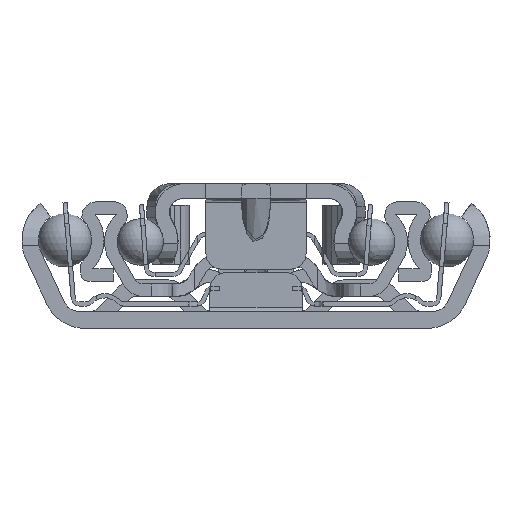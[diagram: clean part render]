
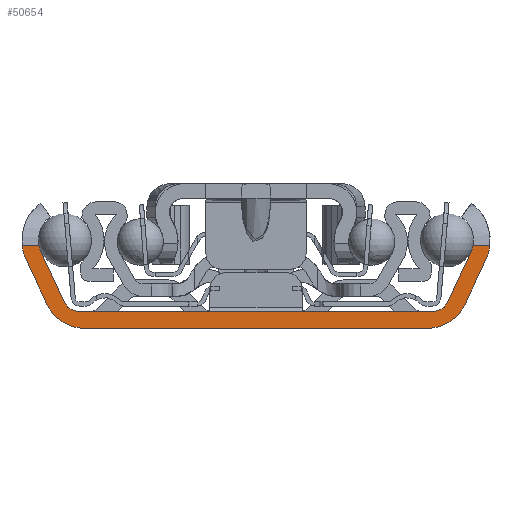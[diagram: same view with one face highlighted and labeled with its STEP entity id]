
A CAD part, left-side view. The second image highlights one B-rep face of the part: STEP entity #50654.
In plain terms, the highlighted planar face has unit normal (-1, 0, 0).
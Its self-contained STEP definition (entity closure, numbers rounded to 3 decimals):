
#878=PLANE('',#53872);
#2141=LINE('',#74862,#6974);
#2400=LINE('',#76920,#7233);
#2401=LINE('',#76935,#7234);
#2406=LINE('',#76948,#7239);
#2408=LINE('',#76955,#7241);
#2411=LINE('',#76964,#7244);
#2413=LINE('',#76971,#7246);
#2416=LINE('',#76978,#7249);
#6974=VECTOR('',#58945,10.);
#7233=VECTOR('',#59984,10.);
#7234=VECTOR('',#59989,10.);
#7239=VECTOR('',#60006,10.);
#7241=VECTOR('',#60014,10.);
#7244=VECTOR('',#60027,10.);
#7246=VECTOR('',#60035,10.);
#7249=VECTOR('',#60044,10.);
#13246=FACE_OUTER_BOUND('',#15900,.T.);
#15900=EDGE_LOOP('',(#35927,#35928,#35929,#35930,#35931,#35932,#35933,#35934,
#35935,#35936,#35937,#35938,#35939,#35940,#35941,#35942));
#18854=CIRCLE('',#53837,5.475);
#18863=CIRCLE('',#53848,3.5);
#18864=CIRCLE('',#53856,5.);
#18865=CIRCLE('',#53859,3.5);
#18866=CIRCLE('',#53862,2.);
#18867=CIRCLE('',#53864,2.);
#18868=CIRCLE('',#53867,5.475);
#18869=CIRCLE('',#53870,5.);
#21638=VERTEX_POINT('',#74860);
#21639=VERTEX_POINT('',#74861);
#21997=VERTEX_POINT('',#76844);
#21998=VERTEX_POINT('',#76859);
#22010=VERTEX_POINT('',#76889);
#22011=VERTEX_POINT('',#76900);
#22012=VERTEX_POINT('',#76904);
#22014=VERTEX_POINT('',#76923);
#22016=VERTEX_POINT('',#76942);
#22017=VERTEX_POINT('',#76943);
#22018=VERTEX_POINT('',#76950);
#22019=VERTEX_POINT('',#76954);
#22020=VERTEX_POINT('',#76960);
#22021=VERTEX_POINT('',#76966);
#22022=VERTEX_POINT('',#76970);
#22023=VERTEX_POINT('',#76974);
#26869=EDGE_CURVE('',#21638,#21639,#2141,.T.);
#27416=EDGE_CURVE('',#21997,#21998,#18854,.T.);
#27433=EDGE_CURVE('',#22010,#22011,#18863,.T.);
#27436=EDGE_CURVE('',#22012,#22010,#2400,.T.);
#27439=EDGE_CURVE('',#22014,#21997,#2401,.T.);
#27443=EDGE_CURVE('',#22016,#22017,#18864,.T.);
#27446=EDGE_CURVE('',#21998,#22016,#2406,.T.);
#27448=EDGE_CURVE('',#22018,#22014,#18865,.T.);
#27449=EDGE_CURVE('',#22019,#22018,#2408,.T.);
#27451=EDGE_CURVE('',#21639,#22019,#18866,.T.);
#27452=EDGE_CURVE('',#22020,#21638,#18867,.T.);
#27454=EDGE_CURVE('',#22011,#22020,#2411,.T.);
#27456=EDGE_CURVE('',#22021,#22012,#18868,.T.);
#27457=EDGE_CURVE('',#22022,#22021,#2413,.T.);
#27459=EDGE_CURVE('',#22023,#22022,#18869,.T.);
#27461=EDGE_CURVE('',#22017,#22023,#2416,.T.);
#35927=ORIENTED_EDGE('',*,*,#27439,.F.);
#35928=ORIENTED_EDGE('',*,*,#27448,.F.);
#35929=ORIENTED_EDGE('',*,*,#27449,.F.);
#35930=ORIENTED_EDGE('',*,*,#27451,.F.);
#35931=ORIENTED_EDGE('',*,*,#26869,.F.);
#35932=ORIENTED_EDGE('',*,*,#27452,.F.);
#35933=ORIENTED_EDGE('',*,*,#27454,.F.);
#35934=ORIENTED_EDGE('',*,*,#27433,.F.);
#35935=ORIENTED_EDGE('',*,*,#27436,.F.);
#35936=ORIENTED_EDGE('',*,*,#27456,.F.);
#35937=ORIENTED_EDGE('',*,*,#27457,.F.);
#35938=ORIENTED_EDGE('',*,*,#27459,.F.);
#35939=ORIENTED_EDGE('',*,*,#27461,.F.);
#35940=ORIENTED_EDGE('',*,*,#27443,.F.);
#35941=ORIENTED_EDGE('',*,*,#27446,.F.);
#35942=ORIENTED_EDGE('',*,*,#27416,.F.);
#50654=ADVANCED_FACE('',(#13246),#878,.F.);
#53837=AXIS2_PLACEMENT_3D('',#76860,#59950,#59951);
#53848=AXIS2_PLACEMENT_3D('',#76901,#59979,#59980);
#53856=AXIS2_PLACEMENT_3D('',#76944,#60000,#60001);
#53859=AXIS2_PLACEMENT_3D('',#76952,#60010,#60011);
#53862=AXIS2_PLACEMENT_3D('',#76958,#60018,#60019);
#53864=AXIS2_PLACEMENT_3D('',#76961,#60022,#60023);
#53867=AXIS2_PLACEMENT_3D('',#76968,#60031,#60032);
#53870=AXIS2_PLACEMENT_3D('',#76975,#60039,#60040);
#53872=AXIS2_PLACEMENT_3D('',#76979,#60045,#60046);
#58945=DIRECTION('',(0.,-1.,0.));
#59950=DIRECTION('center_axis',(1.,0.,0.));
#59951=DIRECTION('ref_axis',(0.,-0.595,0.804));
#59979=DIRECTION('center_axis',(-1.,0.,0.));
#59980=DIRECTION('ref_axis',(0.,-0.906,0.423));
#59984=DIRECTION('',(0.,-1.,0.));
#59989=DIRECTION('',(0.,-1.,0.));
#60000=DIRECTION('center_axis',(1.,0.,0.));
#60001=DIRECTION('ref_axis',(0.,-0.906,-0.423));
#60006=DIRECTION('',(0.,0.423,-0.906));
#60010=DIRECTION('center_axis',(-1.,0.,0.));
#60011=DIRECTION('ref_axis',(0.,0.593,-0.805));
#60014=DIRECTION('',(0.,-0.423,0.906));
#60018=DIRECTION('center_axis',(-1.,0.,0.));
#60019=DIRECTION('ref_axis',(0.,0.906,0.423));
#60022=DIRECTION('center_axis',(-1.,0.,0.));
#60023=DIRECTION('ref_axis',(0.,0.,1.));
#60027=DIRECTION('',(0.,-0.423,-0.906));
#60031=DIRECTION('center_axis',(1.,0.,0.));
#60032=DIRECTION('ref_axis',(0.,0.906,-0.423));
#60035=DIRECTION('',(0.,0.423,0.906));
#60039=DIRECTION('center_axis',(1.,0.,0.));
#60040=DIRECTION('ref_axis',(0.,0.,-1.));
#60044=DIRECTION('',(0.,1.,0.));
#60045=DIRECTION('center_axis',(1.,0.,0.));
#60046=DIRECTION('ref_axis',(0.,0.,-1.));
#74860=CARTESIAN_POINT('',(0.,21.049,2.));
#74861=CARTESIAN_POINT('',(0.,-21.049,2.));
#74862=CARTESIAN_POINT('',(0.,21.049,2.));
#76844=CARTESIAN_POINT('',(0.,-27.867,9.9));
#76859=CARTESIAN_POINT('',(0.,-27.387,8.186));
#76860=CARTESIAN_POINT('Origin',(0.,-22.425,10.5));
#76889=CARTESIAN_POINT('',(0.,25.873,9.9));
#76900=CARTESIAN_POINT('',(0.,25.597,9.021));
#76901=CARTESIAN_POINT('Origin',(0.,22.425,10.5));
#76904=CARTESIAN_POINT('',(0.,27.867,9.9));
#76920=CARTESIAN_POINT('',(0.,0.,9.9));
#76923=CARTESIAN_POINT('',(0.,-25.873,9.9));
#76935=CARTESIAN_POINT('',(0.,0.,9.9));
#76942=CARTESIAN_POINT('',(0.,-24.916,2.887));
#76943=CARTESIAN_POINT('',(0.,-20.384,0.));
#76944=CARTESIAN_POINT('Origin',(0.,-20.384,5.));
#76948=CARTESIAN_POINT('',(0.,-27.387,8.186));
#76950=CARTESIAN_POINT('',(0.,-25.597,9.021));
#76952=CARTESIAN_POINT('Origin',(0.,-22.425,10.5));
#76954=CARTESIAN_POINT('',(0.,-22.862,3.155));
#76955=CARTESIAN_POINT('',(0.,-22.862,3.155));
#76958=CARTESIAN_POINT('Origin',(0.,-21.049,4.));
#76960=CARTESIAN_POINT('',(0.,22.862,3.155));
#76961=CARTESIAN_POINT('Origin',(0.,21.049,4.));
#76964=CARTESIAN_POINT('',(0.,25.597,9.021));
#76966=CARTESIAN_POINT('',(0.,27.387,8.186));
#76968=CARTESIAN_POINT('Origin',(0.,22.425,10.5));
#76970=CARTESIAN_POINT('',(0.,24.916,2.887));
#76971=CARTESIAN_POINT('',(0.,24.916,2.887));
#76974=CARTESIAN_POINT('',(0.,20.384,0.));
#76975=CARTESIAN_POINT('Origin',(0.,20.384,5.));
#76978=CARTESIAN_POINT('',(0.,0.,0.));
#76979=CARTESIAN_POINT('Origin',(0.,0.,3.622));
